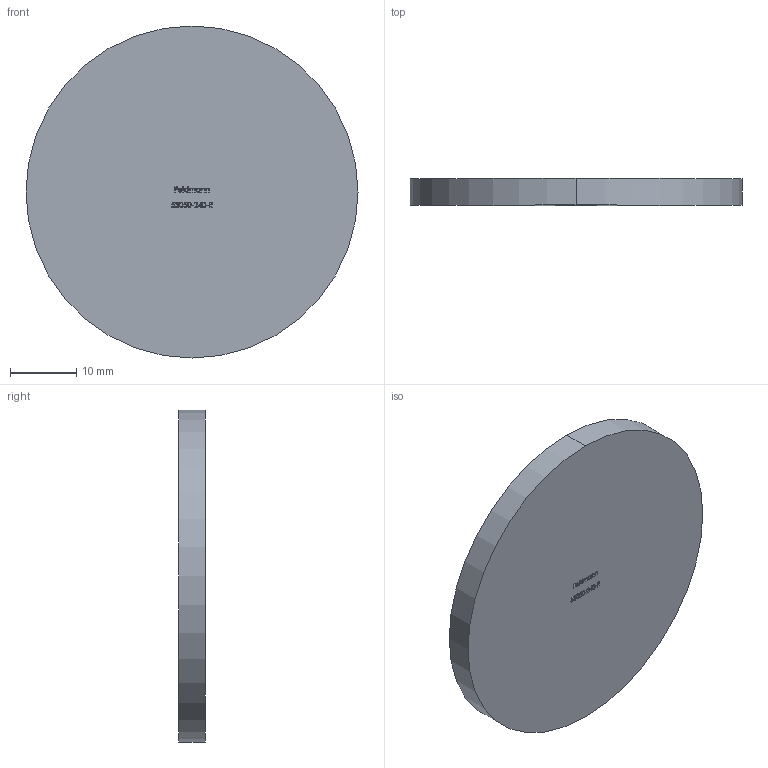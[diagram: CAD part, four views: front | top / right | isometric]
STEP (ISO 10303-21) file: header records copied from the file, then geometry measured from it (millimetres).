
FILE_DESCRIPTION (( 'STEP AP203' ), '1' );
FILE_NAME ('53050-240-R.step', '2020-10-16T11:31:46', ( '' ), ( '' ), 'SwSTEP 2.0', 'SolidWorks 2018', '' );
FILE_SCHEMA (( 'CONFIG_CONTROL_DESIGN' ));
Length unit declared in the file: millimetre
Products named in the file (2): 53050-240-R
Bounding box: 50 x 4 x 50 mm (x, y, z)
Volume: 7853.7 mm3; surface area: 4561.7 mm2
Topology: 1 solids, 1 shells, 254 faces, 675 edges, 450 vertices
Faces by surface type: plane 136, bspline 116, cylinder 2
Entity records: 14638 total; most frequent: CARTESIAN_POINT 8953, ORIENTED_EDGE 1350, DIRECTION 727, EDGE_CURVE 675, VERTEX_POINT 450, LINE 439, VECTOR 439, EDGE_LOOP 281
